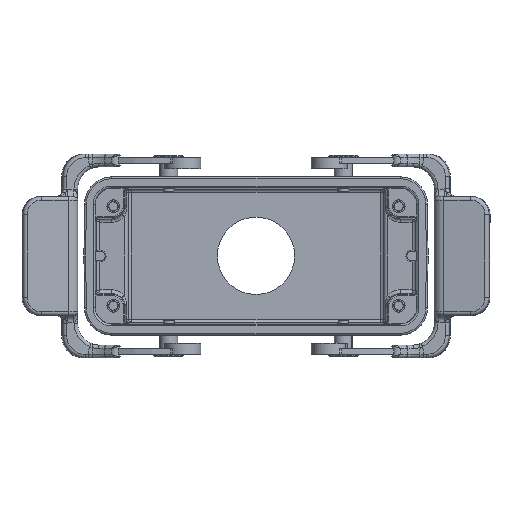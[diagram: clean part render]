
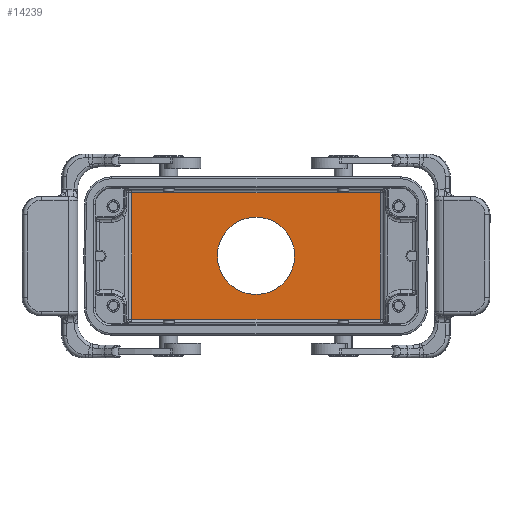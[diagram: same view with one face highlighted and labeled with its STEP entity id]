
A CAD part, front view. The second image highlights one B-rep face of the part: STEP entity #14239.
In plain terms, the highlighted planar face has unit normal (0, -1, 0).
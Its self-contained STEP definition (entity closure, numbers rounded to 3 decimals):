
#1180 = CARTESIAN_POINT ( 'NONE',  ( 33.75, 12.212, 17.142 ) ) ;
#1269 = CARTESIAN_POINT ( 'NONE',  ( 0., 12.212, -10.451 ) ) ;
#1275 = CARTESIAN_POINT ( 'NONE',  ( -33.75, 12.212, 17.142 ) ) ;
#1463 = CARTESIAN_POINT ( 'NONE',  ( 0., 12.212, 10.549 ) ) ;
#1731 = CARTESIAN_POINT ( 'NONE',  ( 33.75, 12.212, -17.142 ) ) ;
#4348 = VERTEX_POINT ( 'NONE', #17946 ) ;
#7796 = ORIENTED_EDGE ( 'NONE', *, *, #14068, .T. ) ;
#7797 = ORIENTED_EDGE ( 'NONE', *, *, #14070, .F. ) ;
#7798 = ORIENTED_EDGE ( 'NONE', *, *, #14066, .F. ) ;
#7799 = ORIENTED_EDGE ( 'NONE', *, *, #14072, .F. ) ;
#7801 = ORIENTED_EDGE ( 'NONE', *, *, #14075, .T. ) ;
#7802 = ORIENTED_EDGE ( 'NONE', *, *, #15523, .T. ) ;
#7988 = EDGE_LOOP ( 'NONE', ( #7801, #7802 ) ) ;
#7990 = EDGE_LOOP ( 'NONE', ( #7796, #7798, #7797, #7799 ) ) ;
#11906 = CARTESIAN_POINT ( 'NONE',  ( 0., 12.212, 0.049 ) ) ;
#11907 = LINE ( 'NONE', #11908, #19026 ) ;
#11908 = CARTESIAN_POINT ( 'NONE',  ( 33.75, 12.212, -18.5 ) ) ;
#11909 = DIRECTION ( 'NONE',  ( 0., 0., -1. ) ) ;
#11910 = LINE ( 'NONE', #11911, #19028 ) ;
#11911 = CARTESIAN_POINT ( 'NONE',  ( -34.011, 12.212, -17.142 ) ) ;
#11912 = DIRECTION ( 'NONE',  ( 1., 0., 0. ) ) ;
#11913 = LINE ( 'NONE', #11914, #19029 ) ;
#11914 = CARTESIAN_POINT ( 'NONE',  ( 43.75, 12.212, 17.142 ) ) ;
#11915 = DIRECTION ( 'NONE',  ( 1., 0., 0. ) ) ;
#11916 = LINE ( 'NONE', #11917, #19031 ) ;
#11917 = CARTESIAN_POINT ( 'NONE',  ( -33.75, 12.212, -18.5 ) ) ;
#11918 = DIRECTION ( 'NONE',  ( 0., 0., 1. ) ) ;
#11919 = DIRECTION ( 'NONE',  ( 0., 1., 0. ) ) ;
#11920 = DIRECTION ( 'NONE',  ( 0., 0., 1. ) ) ;
#12186 = PLANE ( 'NONE',  #19170 ) ;
#12187 = CARTESIAN_POINT ( 'NONE',  ( 43.75, 12.212, -18.5 ) ) ;
#12188 = DIRECTION ( 'NONE',  ( 0., 1., 0. ) ) ;
#12190 = DIRECTION ( 'NONE',  ( 0., 0., 1. ) ) ;
#14066 = EDGE_CURVE ( 'NONE', #23435, #23986, #11907, .T. ) ;
#14068 = EDGE_CURVE ( 'NONE', #4348, #23986, #11910, .T. ) ;
#14070 = EDGE_CURVE ( 'NONE', #23530, #23435, #11913, .T. ) ;
#14072 = EDGE_CURVE ( 'NONE', #4348, #23530, #11916, .T. ) ;
#14075 = EDGE_CURVE ( 'NONE', #23718, #23524, #24983, .T. ) ;
#14239 = ADVANCED_FACE ( 'NONE', ( #19163, #19168 ), #12186, .F. ) ;
#15523 = EDGE_CURVE ( 'NONE', #23524, #23718, #17295, .T. ) ;
#17295 = CIRCLE ( 'NONE', #21475, 10.5 ) ;
#17946 = CARTESIAN_POINT ( 'NONE',  ( -33.75, 12.212, -17.142 ) ) ;
#19026 = VECTOR ( 'NONE', #11909, 1000. ) ;
#19028 = VECTOR ( 'NONE', #11912, 1000. ) ;
#19029 = VECTOR ( 'NONE', #11915, 1000. ) ;
#19030 = AXIS2_PLACEMENT_3D ( 'NONE', #11906, #11919, #11920 ) ;
#19031 = VECTOR ( 'NONE', #11918, 1000. ) ;
#19163 = FACE_OUTER_BOUND ( 'NONE', #7990, .T. ) ;
#19168 = FACE_BOUND ( 'NONE', #7988, .T. ) ;
#19170 = AXIS2_PLACEMENT_3D ( 'NONE', #12187, #12188, #12190 ) ;
#21475 = AXIS2_PLACEMENT_3D ( 'NONE', #28034, #28041, #28042 ) ;
#23435 = VERTEX_POINT ( 'NONE', #1180 ) ;
#23524 = VERTEX_POINT ( 'NONE', #1269 ) ;
#23530 = VERTEX_POINT ( 'NONE', #1275 ) ;
#23718 = VERTEX_POINT ( 'NONE', #1463 ) ;
#23986 = VERTEX_POINT ( 'NONE', #1731 ) ;
#24983 = CIRCLE ( 'NONE', #19030, 10.5 ) ;
#28034 = CARTESIAN_POINT ( 'NONE',  ( 0., 12.212, 0.049 ) ) ;
#28041 = DIRECTION ( 'NONE',  ( 0., 1., 0. ) ) ;
#28042 = DIRECTION ( 'NONE',  ( 0., 0., 1. ) ) ;
